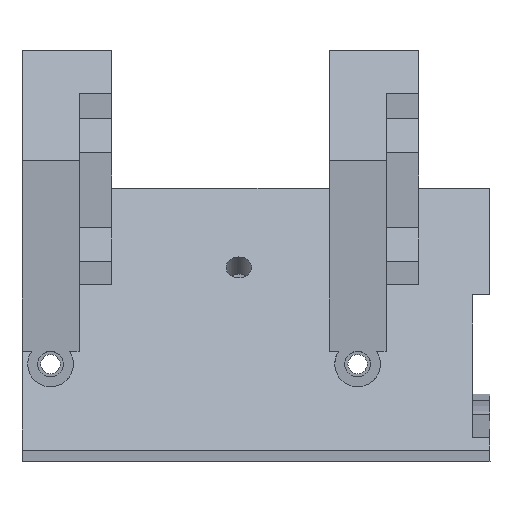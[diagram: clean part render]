
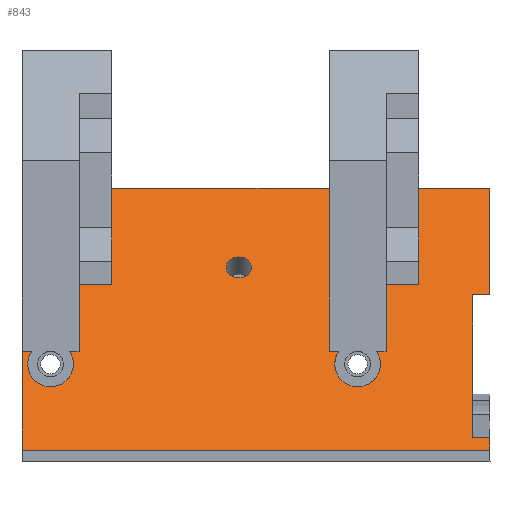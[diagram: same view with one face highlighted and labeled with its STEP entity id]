
A CAD part, top view. The second image highlights one B-rep face of the part: STEP entity #843.
In plain terms, the highlighted planar face has unit normal (0, 0.574, 0.819).
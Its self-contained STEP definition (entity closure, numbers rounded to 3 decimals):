
#184 = VERTEX_POINT('',#185);
#185 = CARTESIAN_POINT('',(-38.,-21.94,-15.733));
#191 = EDGE_CURVE('',#184,#192,#194,.T.);
#192 = VERTEX_POINT('',#193);
#193 = CARTESIAN_POINT('',(-38.,-39.3,-3.577));
#194 = LINE('',#195,#196);
#195 = CARTESIAN_POINT('',(-38.,-21.94,
    -15.733));
#196 = VECTOR('',#197,1.);
#197 = DIRECTION('',(0.,-0.819,0.574));
#354 = VERTEX_POINT('',#355);
#355 = CARTESIAN_POINT('',(44.,-37.101,
    -5.117));
#361 = EDGE_CURVE('',#362,#354,#364,.T.);
#362 = VERTEX_POINT('',#363);
#363 = CARTESIAN_POINT('',(44.,-39.3,
    -3.577));
#364 = LINE('',#365,#366);
#365 = CARTESIAN_POINT('',(44.,-16.617,
    -19.46));
#366 = VECTOR('',#367,1.);
#367 = DIRECTION('',(0.,0.819,-0.574));
#614 = VERTEX_POINT('',#615);
#615 = CARTESIAN_POINT('',(-22.25,6.624,
    -35.733));
#621 = EDGE_CURVE('',#614,#622,#624,.T.);
#622 = VERTEX_POINT('',#623);
#623 = CARTESIAN_POINT('',(15.8,6.624,
    -35.733));
#624 = LINE('',#625,#626);
#625 = CARTESIAN_POINT('',(-38.,6.624,
    -35.733));
#626 = VECTOR('',#627,1.);
#627 = DIRECTION('',(1.,0.,0.));
#646 = VERTEX_POINT('',#647);
#647 = CARTESIAN_POINT('',(31.55,6.624,
    -35.733));
#653 = EDGE_CURVE('',#646,#654,#656,.T.);
#654 = VERTEX_POINT('',#655);
#655 = CARTESIAN_POINT('',(44.,6.624,
    -35.733));
#656 = LINE('',#657,#658);
#657 = CARTESIAN_POINT('',(-38.,6.624,
    -35.733));
#658 = VECTOR('',#659,1.);
#659 = DIRECTION('',(1.,0.,0.));
#778 = EDGE_CURVE('',#184,#779,#781,.T.);
#779 = VERTEX_POINT('',#780);
#780 = CARTESIAN_POINT('',(-36.308,-21.94,-15.733));
#781 = LINE('',#782,#783);
#782 = CARTESIAN_POINT('',(-38.,-21.94,-15.733));
#783 = VECTOR('',#784,1.);
#784 = DIRECTION('',(1.,0.,0.));
#787 = VERTEX_POINT('',#788);
#788 = CARTESIAN_POINT('',(-29.692,-21.94,-15.733));
#795 = EDGE_CURVE('',#787,#796,#798,.T.);
#796 = VERTEX_POINT('',#797);
#797 = CARTESIAN_POINT('',(-28.,-21.94,-15.733));
#798 = LINE('',#799,#800);
#799 = CARTESIAN_POINT('',(-38.,-21.94,-15.733));
#800 = VECTOR('',#801,1.);
#801 = DIRECTION('',(1.,0.,0.));
#843 = ADVANCED_FACE('',(#844,#972),#983,.T.);
#844 = FACE_BOUND('',#845,.T.);
#845 = EDGE_LOOP('',(#846,#847,#848,#854,#855,#863,#871,#879,#885,#886,
    #894,#902,#910,#918,#927,#935,#941,#942,#950,#958,#964,#965));
#846 = ORIENTED_EDGE('',*,*,#778,.F.);
#847 = ORIENTED_EDGE('',*,*,#191,.T.);
#848 = ORIENTED_EDGE('',*,*,#849,.T.);
#849 = EDGE_CURVE('',#192,#362,#850,.T.);
#850 = LINE('',#851,#852);
#851 = CARTESIAN_POINT('',(-38.,-39.3,-3.577));
#852 = VECTOR('',#853,1.);
#853 = DIRECTION('',(1.,0.,0.));
#854 = ORIENTED_EDGE('',*,*,#361,.T.);
#855 = ORIENTED_EDGE('',*,*,#856,.T.);
#856 = EDGE_CURVE('',#354,#857,#859,.T.);
#857 = VERTEX_POINT('',#858);
#858 = CARTESIAN_POINT('',(41.,-37.101,
    -5.117));
#859 = LINE('',#860,#861);
#860 = CARTESIAN_POINT('',(25.799,-37.101,
    -5.117));
#861 = VECTOR('',#862,1.);
#862 = DIRECTION('',(-1.,0.,0.));
#863 = ORIENTED_EDGE('',*,*,#864,.T.);
#864 = EDGE_CURVE('',#857,#865,#867,.T.);
#865 = VERTEX_POINT('',#866);
#866 = CARTESIAN_POINT('',(41.,-12.044,
    -22.662));
#867 = LINE('',#868,#869);
#868 = CARTESIAN_POINT('',(41.,-18.165,
    -18.376));
#869 = VECTOR('',#870,1.);
#870 = DIRECTION('',(0.,0.819,-0.574));
#871 = ORIENTED_EDGE('',*,*,#872,.T.);
#872 = EDGE_CURVE('',#865,#873,#875,.T.);
#873 = VERTEX_POINT('',#874);
#874 = CARTESIAN_POINT('',(44.,-12.044,
    -22.662));
#875 = LINE('',#876,#877);
#876 = CARTESIAN_POINT('',(25.799,-12.044,
    -22.662));
#877 = VECTOR('',#878,1.);
#878 = DIRECTION('',(1.,0.,0.));
#879 = ORIENTED_EDGE('',*,*,#880,.T.);
#880 = EDGE_CURVE('',#873,#654,#881,.T.);
#881 = LINE('',#882,#883);
#882 = CARTESIAN_POINT('',(44.,-16.617,
    -19.46));
#883 = VECTOR('',#884,1.);
#884 = DIRECTION('',(0.,0.819,-0.574));
#885 = ORIENTED_EDGE('',*,*,#653,.F.);
#886 = ORIENTED_EDGE('',*,*,#887,.F.);
#887 = EDGE_CURVE('',#888,#646,#890,.T.);
#888 = VERTEX_POINT('',#889);
#889 = CARTESIAN_POINT('',(31.55,-10.229,
    -23.933));
#890 = LINE('',#891,#892);
#891 = CARTESIAN_POINT('',(31.55,-10.229,
    -23.933));
#892 = VECTOR('',#893,1.);
#893 = DIRECTION('',(0.,0.819,-0.574));
#894 = ORIENTED_EDGE('',*,*,#895,.F.);
#895 = EDGE_CURVE('',#896,#888,#898,.T.);
#896 = VERTEX_POINT('',#897);
#897 = CARTESIAN_POINT('',(25.8,-10.229,-23.933
    ));
#898 = LINE('',#899,#900);
#899 = CARTESIAN_POINT('',(25.8,-10.229,-23.933
    ));
#900 = VECTOR('',#901,1.);
#901 = DIRECTION('',(1.,0.,0.));
#902 = ORIENTED_EDGE('',*,*,#903,.F.);
#903 = EDGE_CURVE('',#904,#896,#906,.T.);
#904 = VERTEX_POINT('',#905);
#905 = CARTESIAN_POINT('',(25.8,-21.94,
    -15.733));
#906 = LINE('',#907,#908);
#907 = CARTESIAN_POINT('',(25.8,-7.929,
    -25.544));
#908 = VECTOR('',#909,1.);
#909 = DIRECTION('',(0.,0.819,-0.574));
#910 = ORIENTED_EDGE('',*,*,#911,.F.);
#911 = EDGE_CURVE('',#912,#904,#914,.T.);
#912 = VERTEX_POINT('',#913);
#913 = CARTESIAN_POINT('',(24.108,-21.94,
    -15.733));
#914 = LINE('',#915,#916);
#915 = CARTESIAN_POINT('',(-38.,-21.94,-15.733));
#916 = VECTOR('',#917,1.);
#917 = DIRECTION('',(1.,0.,0.));
#918 = ORIENTED_EDGE('',*,*,#919,.F.);
#919 = EDGE_CURVE('',#920,#912,#922,.T.);
#920 = VERTEX_POINT('',#921);
#921 = CARTESIAN_POINT('',(17.492,-21.94,
    -15.733));
#922 = ELLIPSE('',#923,4.883,4.);
#923 = AXIS2_PLACEMENT_3D('',#924,#925,#926);
#924 = CARTESIAN_POINT('',(20.8,-24.189,
    -14.158));
#925 = DIRECTION('',(0.,0.574,0.819));
#926 = DIRECTION('',(0.,0.819,-0.574));
#927 = ORIENTED_EDGE('',*,*,#928,.F.);
#928 = EDGE_CURVE('',#929,#920,#931,.T.);
#929 = VERTEX_POINT('',#930);
#930 = CARTESIAN_POINT('',(15.8,-21.94,
    -15.733));
#931 = LINE('',#932,#933);
#932 = CARTESIAN_POINT('',(-38.,-21.94,-15.733));
#933 = VECTOR('',#934,1.);
#934 = DIRECTION('',(1.,0.,0.));
#935 = ORIENTED_EDGE('',*,*,#936,.F.);
#936 = EDGE_CURVE('',#622,#929,#937,.T.);
#937 = LINE('',#938,#939);
#938 = CARTESIAN_POINT('',(15.8,3.818,
    -33.768));
#939 = VECTOR('',#940,1.);
#940 = DIRECTION('',(0.,-0.819,0.574));
#941 = ORIENTED_EDGE('',*,*,#621,.F.);
#942 = ORIENTED_EDGE('',*,*,#943,.F.);
#943 = EDGE_CURVE('',#944,#614,#946,.T.);
#944 = VERTEX_POINT('',#945);
#945 = CARTESIAN_POINT('',(-22.25,-10.229,
    -23.933));
#946 = LINE('',#947,#948);
#947 = CARTESIAN_POINT('',(-22.25,-10.229,
    -23.933));
#948 = VECTOR('',#949,1.);
#949 = DIRECTION('',(0.,0.819,-0.574));
#950 = ORIENTED_EDGE('',*,*,#951,.F.);
#951 = EDGE_CURVE('',#952,#944,#954,.T.);
#952 = VERTEX_POINT('',#953);
#953 = CARTESIAN_POINT('',(-28.,-10.229,
    -23.933));
#954 = LINE('',#955,#956);
#955 = CARTESIAN_POINT('',(-28.,-10.229,
    -23.933));
#956 = VECTOR('',#957,1.);
#957 = DIRECTION('',(1.,0.,0.));
#958 = ORIENTED_EDGE('',*,*,#959,.F.);
#959 = EDGE_CURVE('',#796,#952,#960,.T.);
#960 = LINE('',#961,#962);
#961 = CARTESIAN_POINT('',(-28.,-7.929,
    -25.544));
#962 = VECTOR('',#963,1.);
#963 = DIRECTION('',(0.,0.819,-0.574));
#964 = ORIENTED_EDGE('',*,*,#795,.F.);
#965 = ORIENTED_EDGE('',*,*,#966,.F.);
#966 = EDGE_CURVE('',#779,#787,#967,.T.);
#967 = ELLIPSE('',#968,4.883,4.);
#968 = AXIS2_PLACEMENT_3D('',#969,#970,#971);
#969 = CARTESIAN_POINT('',(-33.,-24.189,
    -14.158));
#970 = DIRECTION('',(0.,0.574,0.819));
#971 = DIRECTION('',(0.,0.819,-0.574));
#972 = FACE_BOUND('',#973,.T.);
#973 = EDGE_LOOP('',(#974));
#974 = ORIENTED_EDGE('',*,*,#975,.F.);
#975 = EDGE_CURVE('',#976,#976,#978,.T.);
#976 = VERTEX_POINT('',#977);
#977 = CARTESIAN_POINT('',(-2.25,-7.238,
    -26.027));
#978 = CIRCLE('',#979,2.25);
#979 = AXIS2_PLACEMENT_3D('',#980,#981,#982);
#980 = CARTESIAN_POINT('',(0.,-7.238,
    -26.027));
#981 = DIRECTION('',(0.,0.574,0.819));
#982 = DIRECTION('',(-1.,0.,0.));
#983 = PLANE('',#984);
#984 = AXIS2_PLACEMENT_3D('',#985,#986,#987);
#985 = CARTESIAN_POINT('',(7.597,-16.24,-19.724
    ));
#986 = DIRECTION('',(0.,0.574,0.819));
#987 = DIRECTION('',(0.,-0.819,0.574));
